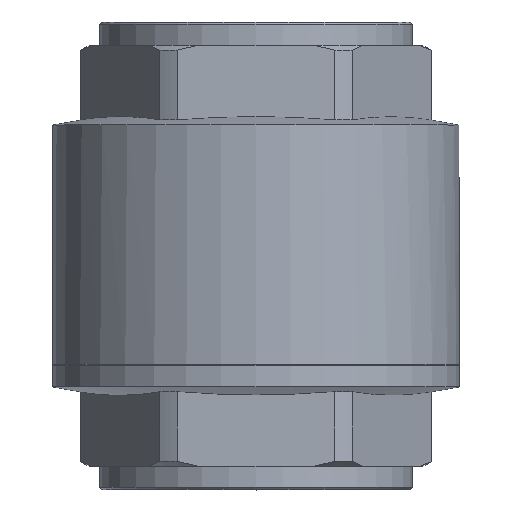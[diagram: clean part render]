
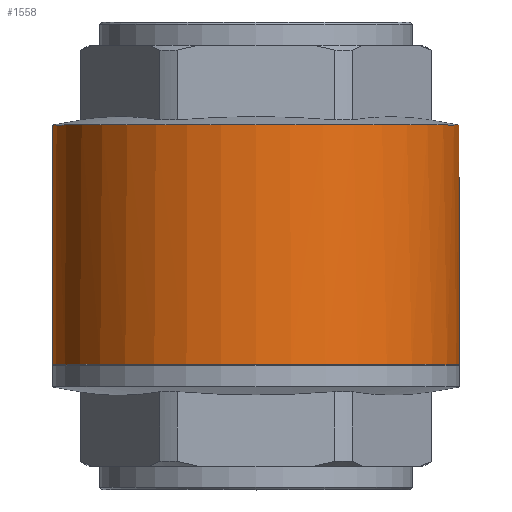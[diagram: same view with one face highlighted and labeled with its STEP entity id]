
A CAD part, top view. The second image highlights one B-rep face of the part: STEP entity #1558.
In plain terms, the highlighted cylindrical face has radius 43.5 mm (diameter 87 mm), a full revolution.
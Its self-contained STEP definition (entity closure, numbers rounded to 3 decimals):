
#496=ORIENTED_EDGE('',*,*,#576,.F.);
#497=ORIENTED_EDGE('',*,*,#649,.T.);
#576=EDGE_CURVE('',#702,#702,#786,.T.);
#649=EDGE_CURVE('',#751,#751,#817,.F.);
#702=VERTEX_POINT('',#2241);
#751=VERTEX_POINT('',#2455);
#786=CIRCLE('',#1633,43.5);
#817=CIRCLE('',#1696,43.5);
#902=EDGE_LOOP('',(#496));
#903=EDGE_LOOP('',(#497));
#990=FACE_BOUND('',#902,.T.);
#991=FACE_BOUND('',#903,.T.);
#1012=CYLINDRICAL_SURFACE('',#1697,43.5);
#1558=ADVANCED_FACE('',(#990,#991),#1012,.T.);
#1633=AXIS2_PLACEMENT_3D('',#2240,#1861,#1862);
#1696=AXIS2_PLACEMENT_3D('',#2454,#2011,#2012);
#1697=AXIS2_PLACEMENT_3D('',#2456,#2013,#2014);
#1861=DIRECTION('',(0.,-1.,0.));
#1862=DIRECTION('',(0.,0.,-1.));
#2011=DIRECTION('',(0.,1.,0.));
#2012=DIRECTION('',(0.,0.,1.));
#2013=DIRECTION('',(0.,1.,0.));
#2014=DIRECTION('',(0.,0.,1.));
#2240=CARTESIAN_POINT('',(0.,-23.25,0.));
#2241=CARTESIAN_POINT('',(0.,-23.25,-43.5));
#2454=CARTESIAN_POINT('',(0.,28.,0.));
#2455=CARTESIAN_POINT('',(0.,28.,43.5));
#2456=CARTESIAN_POINT('',(0.,-30.,0.));
